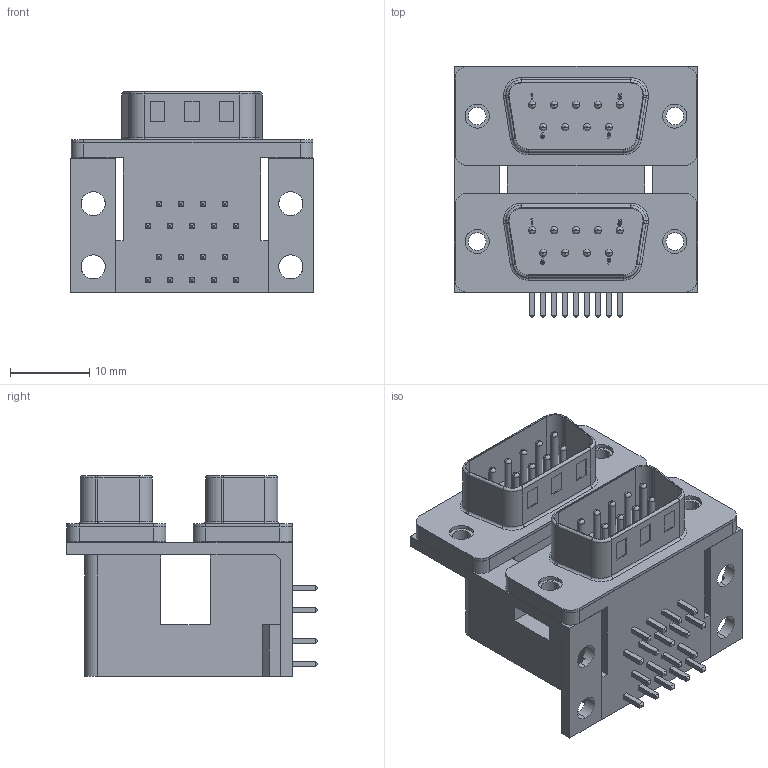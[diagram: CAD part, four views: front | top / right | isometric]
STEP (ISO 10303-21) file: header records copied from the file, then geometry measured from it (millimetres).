
FILE_DESCRIPTION(('STEP AP242'),'1');
FILE_NAME('189-009-613r571.stp','2022-04-25T05:09:19',('TraceParts'),('TraceParts S.A.'),'Spatial InterOp 3D',' ',' ');
FILE_SCHEMA(('AP242_MANAGED_MODEL_BASED_3D_ENGINEERING_MIM_LF {1 0 10303 442 1 1 4}'));
Length unit declared in the file: millimetre
Products named in the file (1): 189-009-613r571
Bounding box: 30.81 x 31.78 x 25.4 mm (x, y, z)
Volume: 9353.5 mm3; surface area: 7481.2 mm2
Topology: 1 solids, 1 shells, 621 faces, 1516 edges, 960 vertices
Faces by surface type: plane 387, cylinder 126, torus 60, bspline 48
Entity records: 21583 total; most frequent: CARTESIAN_POINT 5802, ORIENTED_EDGE 3032, DIRECTION 2948, EDGE_CURVE 1516, LINE 1040, VECTOR 1040, VERTEX_POINT 960, AXIS2_PLACEMENT_3D 954
